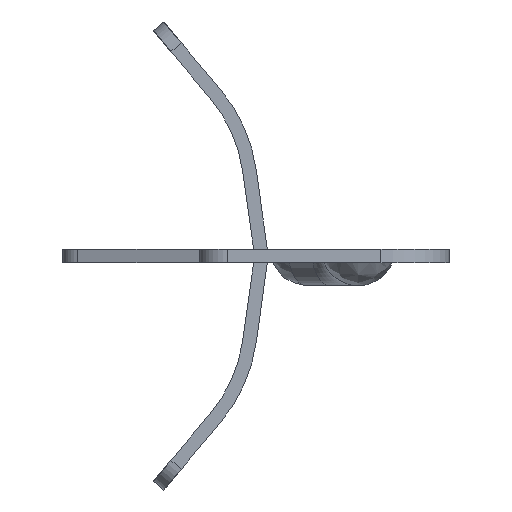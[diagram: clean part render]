
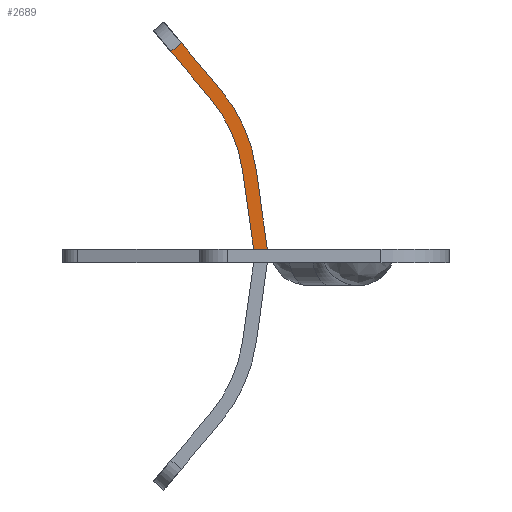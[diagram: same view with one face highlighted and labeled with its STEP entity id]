
A CAD part, left-side view. The second image highlights one B-rep face of the part: STEP entity #2689.
In plain terms, the highlighted planar face has unit normal (-1, 0, 0).
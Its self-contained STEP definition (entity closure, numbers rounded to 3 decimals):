
#5=CARTESIAN_POINT('',(-116.6,8.,0.3));
#6=DIRECTION('',(1.,0.,0.));
#7=DIRECTION('',(0.,0.,-1.));
#8=AXIS2_PLACEMENT_3D('',#5,#6,#7);
#10=DIRECTION('',(0.,0.139,0.99));
#11=VECTOR('',#10,3.534);
#12=CARTESIAN_POINT('',(-116.6,8.594,0.217));
#13=LINE('',#12,#11);
#14=CARTESIAN_POINT('',(-116.6,15.423,2.826));
#15=DIRECTION('',(-1.,0.,0.));
#16=DIRECTION('',(0.,-0.99,0.139));
#17=AXIS2_PLACEMENT_3D('',#14,#15,#16);
#19=DIRECTION('',(0.,0.643,0.766));
#20=VECTOR('',#19,2.683);
#21=CARTESIAN_POINT('',(-116.6,10.521,6.94));
#22=LINE('',#21,#20);
#23=DIRECTION('',(0.,-0.766,0.643));
#24=VECTOR('',#23,0.6);
#25=CARTESIAN_POINT('',(-116.6,12.246,8.995));
#26=LINE('',#25,#24);
#27=DIRECTION('',(0.,-0.643,-0.766));
#28=VECTOR('',#27,2.683);
#29=CARTESIAN_POINT('',(-116.6,11.786,9.381));
#30=LINE('',#29,#28);
#31=CARTESIAN_POINT('',(-116.6,15.423,2.826));
#32=DIRECTION('',(1.,0.,0.));
#33=DIRECTION('',(0.,-0.766,0.643));
#34=AXIS2_PLACEMENT_3D('',#31,#32,#33);
#36=DIRECTION('',(0.,-0.139,-0.99));
#37=VECTOR('',#36,3.534);
#38=CARTESIAN_POINT('',(-116.6,8.492,3.8));
#39=LINE('',#38,#37);
#40=DIRECTION('',(0.,0.,1.));
#41=VECTOR('',#40,0.6);
#42=CARTESIAN_POINT('',(-116.6,8.,-0.3));
#43=LINE('',#42,#41);
#2045=CARTESIAN_POINT('',(-116.6,12.246,8.995));
#2046=CARTESIAN_POINT('',(-116.6,11.786,9.381));
#2047=VERTEX_POINT('',#2045);
#2048=VERTEX_POINT('',#2046);
#2049=CARTESIAN_POINT('',(-116.6,8.,-0.3));
#2050=CARTESIAN_POINT('',(-116.6,8.,0.3));
#2051=VERTEX_POINT('',#2049);
#2052=VERTEX_POINT('',#2050);
#2053=CARTESIAN_POINT('',(-116.6,8.594,0.217));
#2054=VERTEX_POINT('',#2053);
#2055=CARTESIAN_POINT('',(-116.6,9.086,3.716));
#2056=VERTEX_POINT('',#2055);
#2057=CARTESIAN_POINT('',(-116.6,10.521,6.94));
#2058=VERTEX_POINT('',#2057);
#2059=CARTESIAN_POINT('',(-116.6,10.062,7.325));
#2060=VERTEX_POINT('',#2059);
#2061=CARTESIAN_POINT('',(-116.6,8.492,3.8));
#2062=VERTEX_POINT('',#2061);
#2665=CARTESIAN_POINT('',(-116.6,7.82,-0.494));
#2666=DIRECTION('',(-1.,0.,0.));
#2667=DIRECTION('',(0.,0.,1.));
#2668=AXIS2_PLACEMENT_3D('',#2665,#2666,#2667);
#2669=PLANE('',#2668);
#2671=ORIENTED_EDGE('',*,*,#2670,.F.);
#2673=ORIENTED_EDGE('',*,*,#2672,.T.);
#2675=ORIENTED_EDGE('',*,*,#2674,.T.);
#2677=ORIENTED_EDGE('',*,*,#2676,.T.);
#2679=ORIENTED_EDGE('',*,*,#2678,.T.);
#2680=ORIENTED_EDGE('',*,*,#2655,.T.);
#2682=ORIENTED_EDGE('',*,*,#2681,.T.);
#2684=ORIENTED_EDGE('',*,*,#2683,.T.);
#2686=ORIENTED_EDGE('',*,*,#2685,.T.);
#2687=EDGE_LOOP('',(#2671,#2673,#2675,#2677,#2679,#2680,#2682,#2684,#2686));
#2688=FACE_OUTER_BOUND('',#2687,.F.);
#9=CIRCLE('',#8,0.6);
#18=CIRCLE('',#17,6.399);
#35=CIRCLE('',#34,7.);
#2655=EDGE_CURVE('',#2047,#2048,#26,.T.);
#2670=EDGE_CURVE('',#2051,#2052,#43,.T.);
#2672=EDGE_CURVE('',#2051,#2054,#9,.T.);
#2674=EDGE_CURVE('',#2054,#2056,#13,.T.);
#2676=EDGE_CURVE('',#2056,#2058,#18,.T.);
#2678=EDGE_CURVE('',#2058,#2047,#22,.T.);
#2681=EDGE_CURVE('',#2048,#2060,#30,.T.);
#2683=EDGE_CURVE('',#2060,#2062,#35,.T.);
#2685=EDGE_CURVE('',#2062,#2052,#39,.T.);
#2689=ADVANCED_FACE('',(#2688),#2669,.T.);
